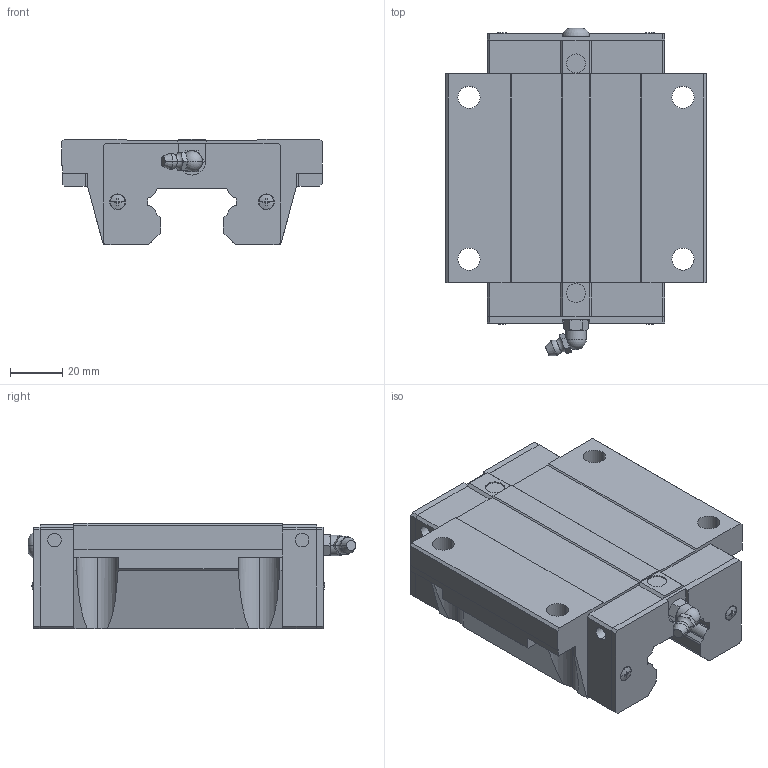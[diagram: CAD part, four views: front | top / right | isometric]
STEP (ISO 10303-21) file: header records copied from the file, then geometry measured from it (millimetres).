
FILE_DESCRIPTION(('STEP AP214'),'1');
FILE_NAME('cctmp_27B43CBF-AD82-49CD-94AB-DD0ADC586FE9_2020_4_23_15_36_12_534..stp','2020-04-23T13:36:12',('HIWIN GmbH'),('CADClick - www.CADClick.com'),'Spatial InterOp 3D',' ','unknown authorization');
FILE_SCHEMA(('AUTOMOTIVE_DESIGN'));
Length unit declared in the file: millimetre
Products named in the file (1): QHW35CCZ0H_FILE
Bounding box: 100 x 125.51 x 40.5 mm (x, y, z)
Volume: 277768.9 mm3; surface area: 42389.1 mm2
Topology: 1 solids, 4 shells, 368 faces, 984 edges, 640 vertices
Faces by surface type: plane 218, cylinder 92, cone 38, torus 18, sphere 2
Entity records: 14782 total; most frequent: CARTESIAN_POINT 2687, ORIENTED_EDGE 1964, DIRECTION 1862, EDGE_CURVE 982, VERTEX_POINT 640, AXIS2_PLACEMENT_3D 627, LINE 608, VECTOR 608
